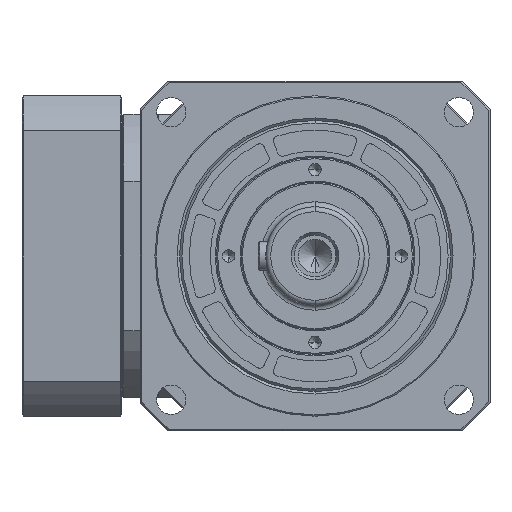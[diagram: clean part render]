
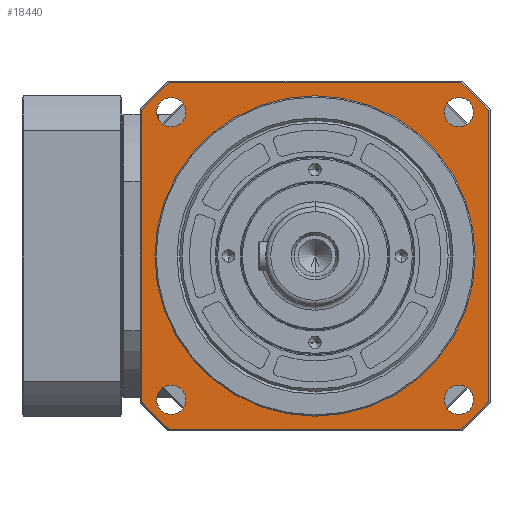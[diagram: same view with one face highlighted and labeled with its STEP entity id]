
A CAD part, left-side view. The second image highlights one B-rep face of the part: STEP entity #18440.
In plain terms, the highlighted planar face has unit normal (-1, 0, 0).
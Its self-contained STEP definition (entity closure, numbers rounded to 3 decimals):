
#14600=CARTESIAN_POINT('',(15.,0.,0.));
#14601=DIRECTION('',(-1.,0.,0.));
#14602=DIRECTION('',(0.,0.642,0.766));
#14603=AXIS2_PLACEMENT_3D('',#14600,#14601,#14602);
#14605=CARTESIAN_POINT('',(15.,0.,0.));
#14606=DIRECTION('',(-1.,0.,0.));
#14607=DIRECTION('',(0.,-0.766,0.642));
#14608=AXIS2_PLACEMENT_3D('',#14605,#14606,#14607);
#14610=CARTESIAN_POINT('',(15.,0.,0.));
#14611=DIRECTION('',(-1.,0.,0.));
#14612=DIRECTION('',(0.,-0.642,-0.766));
#14613=AXIS2_PLACEMENT_3D('',#14610,#14611,#14612);
#14615=CARTESIAN_POINT('',(15.,0.,0.));
#14616=DIRECTION('',(-1.,0.,0.));
#14617=DIRECTION('',(0.,0.766,-0.642));
#14618=AXIS2_PLACEMENT_3D('',#14615,#14616,#14617);
#14620=CARTESIAN_POINT('',(15.,58.336,58.336));
#14621=DIRECTION('',(1.,0.,0.));
#14622=DIRECTION('',(0.,0.,-1.));
#14623=AXIS2_PLACEMENT_3D('',#14620,#14621,#14622);
#14625=CARTESIAN_POINT('',(15.,58.336,58.336));
#14626=DIRECTION('',(1.,0.,0.));
#14627=DIRECTION('',(0.,0.,1.));
#14628=AXIS2_PLACEMENT_3D('',#14625,#14626,#14627);
#14630=CARTESIAN_POINT('',(15.,-58.336,58.336));
#14631=DIRECTION('',(1.,0.,0.));
#14632=DIRECTION('',(0.,0.,-1.));
#14633=AXIS2_PLACEMENT_3D('',#14630,#14631,#14632);
#14635=CARTESIAN_POINT('',(15.,-58.336,58.336));
#14636=DIRECTION('',(1.,0.,0.));
#14637=DIRECTION('',(0.,0.,1.));
#14638=AXIS2_PLACEMENT_3D('',#14635,#14636,#14637);
#14640=CARTESIAN_POINT('',(15.,-58.336,-58.336));
#14641=DIRECTION('',(1.,0.,0.));
#14642=DIRECTION('',(0.,0.,-1.));
#14643=AXIS2_PLACEMENT_3D('',#14640,#14641,#14642);
#14645=CARTESIAN_POINT('',(15.,-58.336,-58.336));
#14646=DIRECTION('',(1.,0.,0.));
#14647=DIRECTION('',(0.,0.,1.));
#14648=AXIS2_PLACEMENT_3D('',#14645,#14646,#14647);
#14650=CARTESIAN_POINT('',(15.,58.336,-58.336));
#14651=DIRECTION('',(1.,0.,0.));
#14652=DIRECTION('',(0.,0.,-1.));
#14653=AXIS2_PLACEMENT_3D('',#14650,#14651,#14652);
#14655=CARTESIAN_POINT('',(15.,58.336,-58.336));
#14656=DIRECTION('',(1.,0.,0.));
#14657=DIRECTION('',(0.,0.,1.));
#14658=AXIS2_PLACEMENT_3D('',#14655,#14656,#14657);
#14660=CARTESIAN_POINT('',(15.,0.,0.));
#14661=DIRECTION('',(1.,0.,0.));
#14662=DIRECTION('',(0.,0.,-1.));
#14663=AXIS2_PLACEMENT_3D('',#14660,#14661,#14662);
#14665=CARTESIAN_POINT('',(15.,0.,0.));
#14666=DIRECTION('',(1.,0.,0.));
#14667=DIRECTION('',(0.,0.,1.));
#14668=AXIS2_PLACEMENT_3D('',#14665,#14666,#14667);
#14670=DIRECTION('',(0.,0.,1.));
#14671=VECTOR('',#14670,118.216);
#14672=CARTESIAN_POINT('',(15.,70.5,-59.108));
#14673=LINE('',#14672,#14671);
#14678=CARTESIAN_POINT('',(15.,59.108,70.5));
#14690=CARTESIAN_POINT('',(15.,70.5,59.108));
#14697=DIRECTION('',(0.,-1.,0.));
#14698=VECTOR('',#14697,118.216);
#14699=CARTESIAN_POINT('',(15.,59.108,70.5));
#14700=LINE('',#14699,#14698);
#14728=DIRECTION('',(0.,0.,-1.));
#14729=VECTOR('',#14728,118.216);
#14730=CARTESIAN_POINT('',(15.,-70.5,59.108));
#14731=LINE('',#14730,#14729);
#15832=CARTESIAN_POINT('',(15.,-59.108,-70.5));
#15843=DIRECTION('',(0.,1.,0.));
#15844=VECTOR('',#15843,118.216);
#15845=CARTESIAN_POINT('',(15.,-59.108,-70.5));
#15846=LINE('',#15845,#15844);
#15847=CARTESIAN_POINT('',(15.,70.5,-59.108));
#15859=CARTESIAN_POINT('',(15.,59.108,-70.5));
#16946=VERTEX_POINT('',#15847);
#17142=CARTESIAN_POINT('',(15.,58.336,-64.286));
#17143=CARTESIAN_POINT('',(15.,58.336,-52.386));
#17144=VERTEX_POINT('',#17142);
#17145=VERTEX_POINT('',#17143);
#17241=VERTEX_POINT('',#15859);
#17289=CARTESIAN_POINT('',(15.,-58.336,64.286));
#17291=VERTEX_POINT('',#17289);
#17367=VERTEX_POINT('',#14678);
#17431=VERTEX_POINT('',#15832);
#17467=CARTESIAN_POINT('',(15.,-59.108,70.5));
#17468=VERTEX_POINT('',#17467);
#17475=CARTESIAN_POINT('',(15.,58.336,52.386));
#17476=CARTESIAN_POINT('',(15.,58.336,64.286));
#17477=VERTEX_POINT('',#17475);
#17478=VERTEX_POINT('',#17476);
#17495=CARTESIAN_POINT('',(15.,-58.336,52.386));
#17496=VERTEX_POINT('',#17495);
#17505=VERTEX_POINT('',#14690);
#17530=CARTESIAN_POINT('',(15.,0.,-65.));
#17531=CARTESIAN_POINT('',(15.,0.,65.));
#17532=VERTEX_POINT('',#17530);
#17533=VERTEX_POINT('',#17531);
#17570=CARTESIAN_POINT('',(15.,-58.336,-64.286));
#17571=CARTESIAN_POINT('',(15.,-58.336,-52.386));
#17572=VERTEX_POINT('',#17570);
#17573=VERTEX_POINT('',#17571);
#17602=CARTESIAN_POINT('',(15.,-70.5,-59.108));
#17603=VERTEX_POINT('',#17602);
#17694=CARTESIAN_POINT('',(15.,-70.5,59.108));
#17695=VERTEX_POINT('',#17694);
#18388=CARTESIAN_POINT('',(15.,65.,0.));
#18389=DIRECTION('',(1.,0.,0.));
#18390=DIRECTION('',(0.,0.,-1.));
#18391=AXIS2_PLACEMENT_3D('',#18388,#18389,#18390);
#18392=PLANE('',#18391);
#18394=ORIENTED_EDGE('',*,*,#18393,.T.);
#18396=ORIENTED_EDGE('',*,*,#18395,.F.);
#18398=ORIENTED_EDGE('',*,*,#18397,.T.);
#18400=ORIENTED_EDGE('',*,*,#18399,.F.);
#18402=ORIENTED_EDGE('',*,*,#18401,.T.);
#18404=ORIENTED_EDGE('',*,*,#18403,.F.);
#18406=ORIENTED_EDGE('',*,*,#18405,.T.);
#18408=ORIENTED_EDGE('',*,*,#18407,.F.);
#18409=EDGE_LOOP('',(#18394,#18396,#18398,#18400,#18402,#18404,#18406,#18408));
#18410=FACE_OUTER_BOUND('',#18409,.F.);
#18412=ORIENTED_EDGE('',*,*,#18411,.F.);
#18414=ORIENTED_EDGE('',*,*,#18413,.F.);
#18415=EDGE_LOOP('',(#18412,#18414));
#18416=FACE_BOUND('',#18415,.F.);
#18418=ORIENTED_EDGE('',*,*,#18417,.F.);
#18420=ORIENTED_EDGE('',*,*,#18419,.F.);
#18421=EDGE_LOOP('',(#18418,#18420));
#18422=FACE_BOUND('',#18421,.F.);
#18424=ORIENTED_EDGE('',*,*,#18423,.F.);
#18426=ORIENTED_EDGE('',*,*,#18425,.F.);
#18427=EDGE_LOOP('',(#18424,#18426));
#18428=FACE_BOUND('',#18427,.F.);
#18430=ORIENTED_EDGE('',*,*,#18429,.F.);
#18432=ORIENTED_EDGE('',*,*,#18431,.F.);
#18433=EDGE_LOOP('',(#18430,#18432));
#18434=FACE_BOUND('',#18433,.F.);
#18435=ORIENTED_EDGE('',*,*,#18378,.F.);
#18437=ORIENTED_EDGE('',*,*,#18436,.F.);
#18438=EDGE_LOOP('',(#18435,#18437));
#18439=FACE_BOUND('',#18438,.F.);
#18440=ADVANCED_FACE('',(#18410,#18416,#18422,#18428,#18434,#18439),#18392,.F.);
#14604=CIRCLE('',#14603,92.);
#14609=CIRCLE('',#14608,92.);
#14614=CIRCLE('',#14613,92.);
#14619=CIRCLE('',#14618,92.);
#14624=CIRCLE('',#14623,5.95);
#14629=CIRCLE('',#14628,5.95);
#14634=CIRCLE('',#14633,5.95);
#14639=CIRCLE('',#14638,5.95);
#14644=CIRCLE('',#14643,5.95);
#14649=CIRCLE('',#14648,5.95);
#14654=CIRCLE('',#14653,5.95);
#14659=CIRCLE('',#14658,5.95);
#14664=CIRCLE('',#14663,65.);
#14669=CIRCLE('',#14668,65.);
#18378=EDGE_CURVE('',#17532,#17533,#14664,.T.);
#18393=EDGE_CURVE('',#16946,#17505,#14673,.T.);
#18395=EDGE_CURVE('',#17367,#17505,#14604,.T.);
#18397=EDGE_CURVE('',#17367,#17468,#14700,.T.);
#18399=EDGE_CURVE('',#17695,#17468,#14609,.T.);
#18401=EDGE_CURVE('',#17695,#17603,#14731,.T.);
#18403=EDGE_CURVE('',#17431,#17603,#14614,.T.);
#18405=EDGE_CURVE('',#17431,#17241,#15846,.T.);
#18407=EDGE_CURVE('',#16946,#17241,#14619,.T.);
#18411=EDGE_CURVE('',#17477,#17478,#14624,.T.);
#18413=EDGE_CURVE('',#17478,#17477,#14629,.T.);
#18417=EDGE_CURVE('',#17496,#17291,#14634,.T.);
#18419=EDGE_CURVE('',#17291,#17496,#14639,.T.);
#18423=EDGE_CURVE('',#17572,#17573,#14644,.T.);
#18425=EDGE_CURVE('',#17573,#17572,#14649,.T.);
#18429=EDGE_CURVE('',#17144,#17145,#14654,.T.);
#18431=EDGE_CURVE('',#17145,#17144,#14659,.T.);
#18436=EDGE_CURVE('',#17533,#17532,#14669,.T.);
